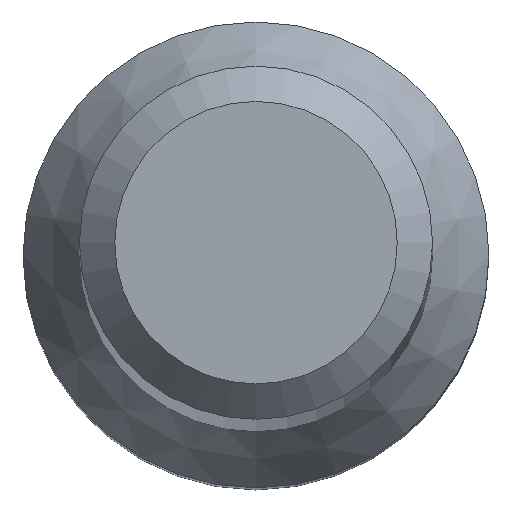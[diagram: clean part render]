
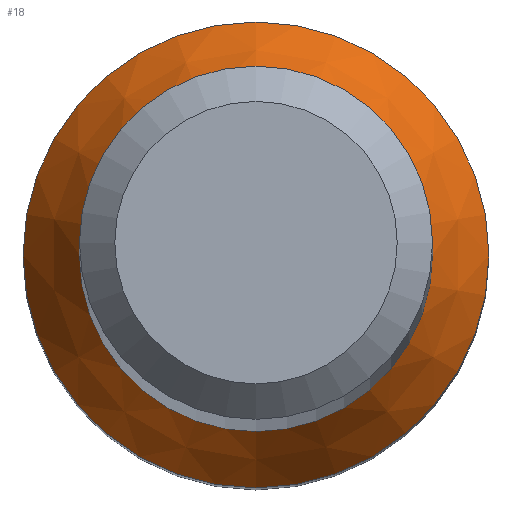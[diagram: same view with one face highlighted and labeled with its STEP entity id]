
A CAD part, top view. The second image highlights one B-rep face of the part: STEP entity #18.
In plain terms, the highlighted conical face has half-angle 30 degrees and reference radius 1.979 mm.
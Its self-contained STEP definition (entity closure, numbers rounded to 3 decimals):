
#5 = ORIENTED_EDGE ( 'NONE', *, *, #90, .F. ) ;
#13 = CARTESIAN_POINT ( 'NONE',  ( 0., 0., 10.253 ) ) ;
#14 = DIRECTION ( 'NONE',  ( 0., 1., 0. ) ) ;
#18 = ADVANCED_FACE ( 'NONE', ( #97, #176 ), #150, .T. ) ;
#51 = DIRECTION ( 'NONE',  ( 0., 1., 0. ) ) ;
#63 = CIRCLE ( 'NONE', #183, 1.979 ) ;
#77 = ORIENTED_EDGE ( 'NONE', *, *, #152, .T. ) ;
#83 = DIRECTION ( 'NONE',  ( 0., 0., -1. ) ) ;
#89 = VERTEX_POINT ( 'NONE', #123 ) ;
#90 = EDGE_CURVE ( 'NONE', #89, #89, #63, .T. ) ;
#97 = FACE_BOUND ( 'NONE', #220, .T. ) ;
#100 = CARTESIAN_POINT ( 'NONE',  ( 0., 0., 11.083 ) ) ;
#105 = VERTEX_POINT ( 'NONE', #142 ) ;
#108 = AXIS2_PLACEMENT_3D ( 'NONE', #13, #238, #240 ) ;
#123 = CARTESIAN_POINT ( 'NONE',  ( 0., 1.979, 10.253 ) ) ;
#134 = EDGE_LOOP ( 'NONE', ( #5 ) ) ;
#142 = CARTESIAN_POINT ( 'NONE',  ( 0., 1.5, 11.083 ) ) ;
#150 = CONICAL_SURFACE ( 'NONE', #108, 1.979, 0.524 ) ;
#152 = EDGE_CURVE ( 'NONE', #105, #105, #230, .T. ) ;
#160 = DIRECTION ( 'NONE',  ( 0., 0., -1. ) ) ;
#176 = FACE_OUTER_BOUND ( 'NONE', #134, .T. ) ;
#183 = AXIS2_PLACEMENT_3D ( 'NONE', #236, #83, #14 ) ;
#206 = AXIS2_PLACEMENT_3D ( 'NONE', #100, #160, #51 ) ;
#220 = EDGE_LOOP ( 'NONE', ( #77 ) ) ;
#230 = CIRCLE ( 'NONE', #206, 1.5 ) ;
#236 = CARTESIAN_POINT ( 'NONE',  ( 0., 0., 10.253 ) ) ;
#238 = DIRECTION ( 'NONE',  ( 0., 0., -1. ) ) ;
#240 = DIRECTION ( 'NONE',  ( 0., 1., 0. ) ) ;
